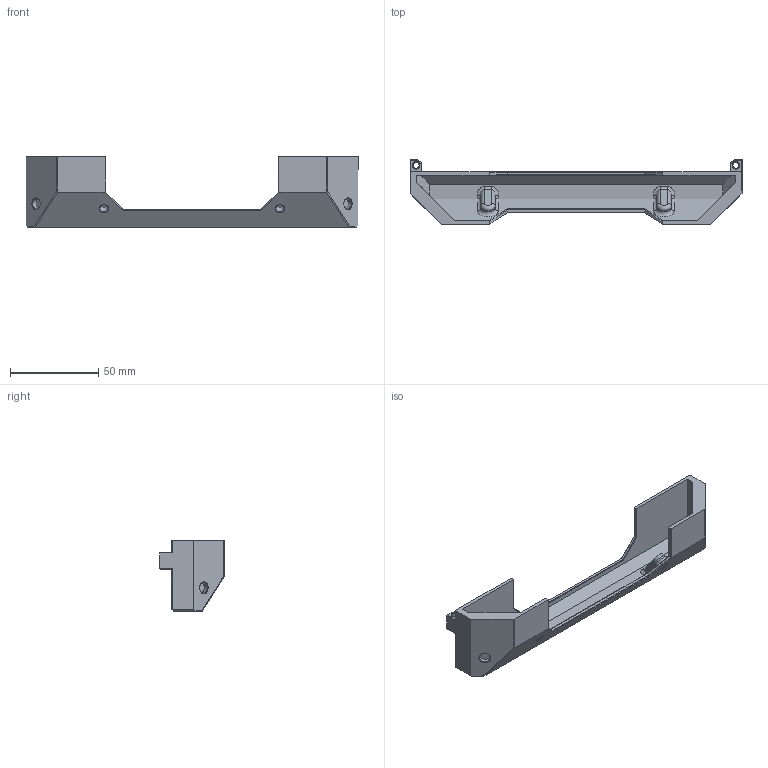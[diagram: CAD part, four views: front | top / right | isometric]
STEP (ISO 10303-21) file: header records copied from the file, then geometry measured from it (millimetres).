
FILE_DESCRIPTION(/* description */ (''),/* implementation_level */ '2;1');
FILE_NAME(/* name */ '[a]_ptfe_ramp.step',/* time_stamp */ '2025-07-30T21:41:48+02:00',/* author */ (''),/* organization */ (''),/* preprocessor_version */ 'ST-DEVELOPER v20.1',/* originating_system */ 'Autodesk Translation Framework v14.10.0.0',/* authorisation */ '');
FILE_SCHEMA (('AUTOMOTIVE_DESIGN { 1 0 10303 214 3 1 1 }'));
Length unit declared in the file: millimetre
Products named in the file (2): [a]_ptfe_ramp; Ramp
Assembly tree (1 placements, depth 2):
  [a]_ptfe_ramp
    Ramp
Bounding box: 188.6 x 36.8 x 40.2 mm (x, y, z)
Volume: 41456.2 mm3; surface area: 27749.8 mm2
Topology: 1 solids, 1 shells, 140 faces, 350 edges, 216 vertices
Faces by surface type: plane 96, cylinder 24, cone 12, bspline 6, torus 2
Full cylindrical faces by diameter (mm): 3.4 x2, 4.7 x2, 6.1 x2
Entity records: 4254 total; most frequent: CARTESIAN_POINT 833, ORIENTED_EDGE 700, DIRECTION 688, EDGE_CURVE 350, LINE 286, VECTOR 286, VERTEX_POINT 216, AXIS2_PLACEMENT_3D 201
